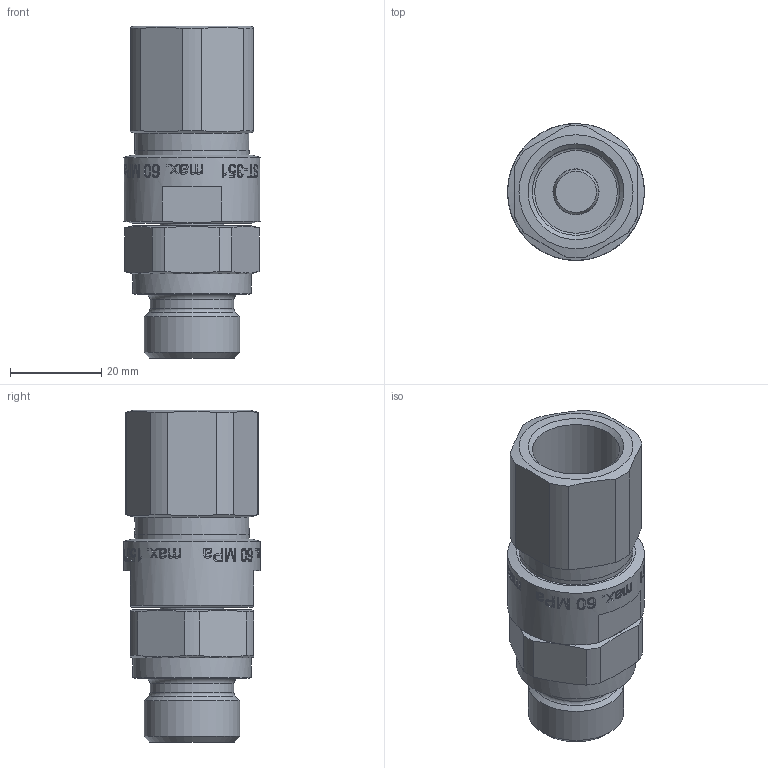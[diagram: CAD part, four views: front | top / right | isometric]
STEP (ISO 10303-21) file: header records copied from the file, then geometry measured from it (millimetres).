
FILE_DESCRIPTION(/* description */ ('Unknown'),/* implementation_level */ '2;1');
FILE_NAME(/* name */ '200351510',/* time_stamp */ '2020-09-29T10:37:12+02:00',/* author */ ('Unknown'),/* organization */ ('Unknown'),/* preprocessor_version */ 'ST-DEVELOPER v16.7',/* originating_system */ 'Solid Edge',/* authorisation */ 'Unknown');
FILE_SCHEMA (('AUTOMOTIVE_DESIGN {1 0 10303 214 3 1 1}'));
Length unit declared in the file: millimetre
Products named in the file (1): Part1
Bounding box: 30 x 30 x 72.8 mm (x, y, z)
Volume: 32995 mm3; surface area: 13218.5 mm2
Topology: 2 solids, 2 shells, 284 faces, 701 edges, 461 vertices
Faces by surface type: plane 103, bspline 92, cylinder 69, cone 16, torus 4
Full cylindrical faces by diameter (mm): 1.5 x2, 7.5 x1, 10 x1, 10.1 x1, 12.6 x1, 12.917 x2, 13.9 x1, 14 x1, 14.15 x1, 14.2 x1, 14.3 x1, 16.917 x2, 18.4 x1, 19.13 x2, 19.9 x1, 20.1 x1, 20.96 x1, 25 x2, 26 x1, 30 x1
Entity records: 15803 total; most frequent: CARTESIAN_POINT 8610, ORIENTED_EDGE 1256, EDGE_CURVE 628, DIRECTION 580, B_SPLINE_CURVE_WITH_KNOTS 516, VERTEX_POINT 442, EDGE_LOOP 384, FACE_BOUND 384
